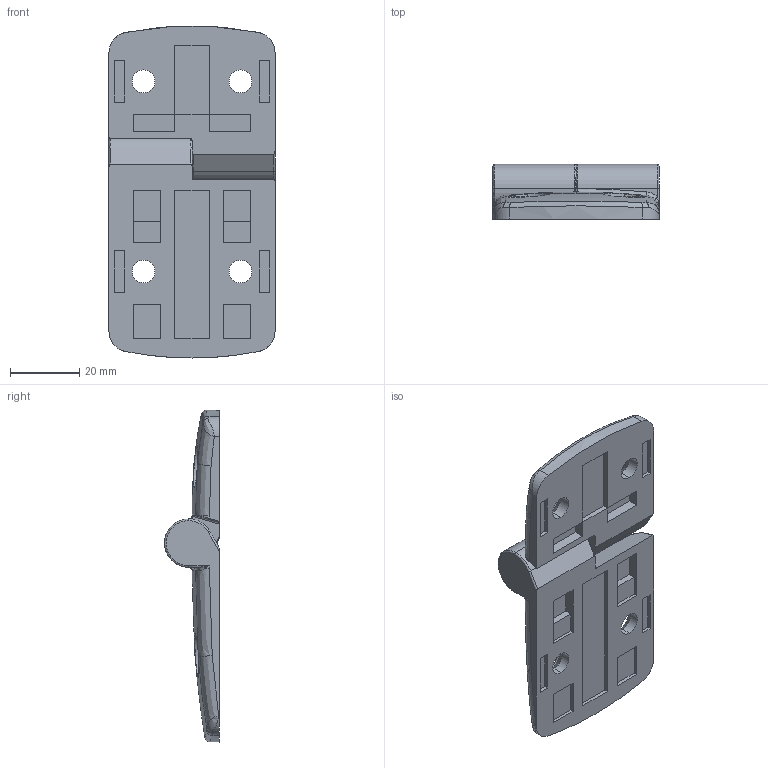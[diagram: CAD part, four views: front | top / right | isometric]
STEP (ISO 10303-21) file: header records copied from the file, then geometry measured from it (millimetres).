
FILE_DESCRIPTION (( 'STEP AP203' ), '1' );
FILE_NAME ('402600009_c_1.STEP', '2022-12-18T16:26:02', ( '' ), ( '' ), 'SwSTEP 2.0', 'SolidWorks 2014', '' );
FILE_SCHEMA (( 'CONFIG_CONTROL_DESIGN' ));
Length unit declared in the file: millimetre
Products named in the file (1): 402600009_c_1
Bounding box: 48 x 15.9 x 96 mm (x, y, z)
Volume: 29321.6 mm3; surface area: 14475.5 mm2
Topology: 3 solids, 3 shells, 195 faces, 482 edges, 297 vertices
Faces by surface type: plane 82, bspline 52, cylinder 49, cone 12
Entity records: 8223 total; most frequent: CARTESIAN_POINT 3983, ORIENTED_EDGE 952, DIRECTION 721, EDGE_CURVE 476, VERTEX_POINT 297, VECTOR 241, LINE 241, AXIS2_PLACEMENT_3D 240
